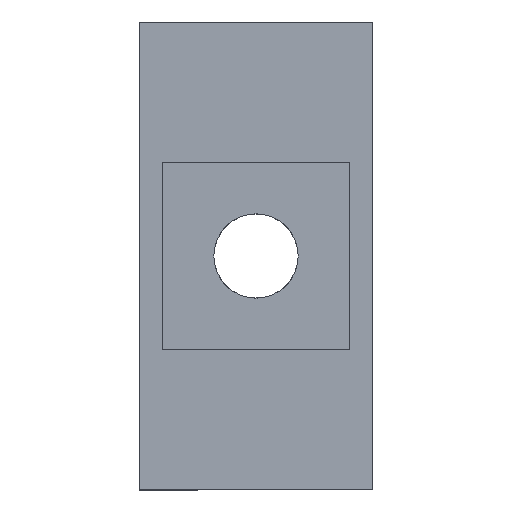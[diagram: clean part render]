
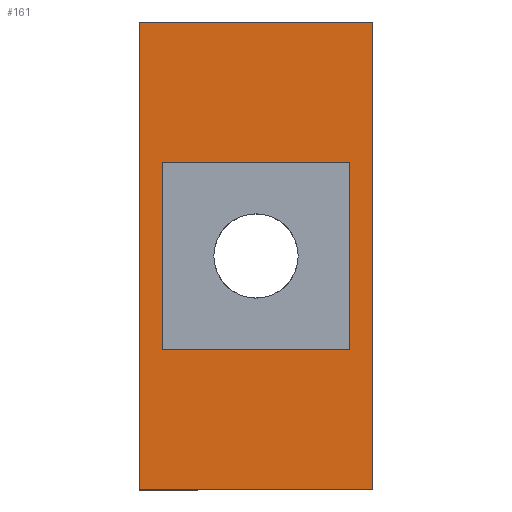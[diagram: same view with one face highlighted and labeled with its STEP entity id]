
A CAD part, top view. The second image highlights one B-rep face of the part: STEP entity #161.
In plain terms, the highlighted planar face has unit normal (0, 0, 1).
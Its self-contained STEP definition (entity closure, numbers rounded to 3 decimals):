
#7 = CARTESIAN_POINT ( 'NONE',  ( -30., -30., 0. ) ) ;
#35 = EDGE_CURVE ( 'NONE', #600, #300, #633, .T. ) ;
#38 = ORIENTED_EDGE ( 'NONE', *, *, #312, .F. ) ;
#47 = VERTEX_POINT ( 'NONE', #324 ) ;
#73 = ORIENTED_EDGE ( 'NONE', *, *, #238, .T. ) ;
#74 = LINE ( 'NONE', #81, #211 ) ;
#79 = VECTOR ( 'NONE', #168, 1000. ) ;
#81 = CARTESIAN_POINT ( 'NONE',  ( 37.5, -75., 0. ) ) ;
#119 = VECTOR ( 'NONE', #272, 1000. ) ;
#121 = VECTOR ( 'NONE', #342, 1000. ) ;
#129 = ORIENTED_EDGE ( 'NONE', *, *, #170, .F. ) ;
#130 = CARTESIAN_POINT ( 'NONE',  ( -37.5, 75., 0. ) ) ;
#156 = CARTESIAN_POINT ( 'NONE',  ( -30., -30., 0. ) ) ;
#161 = ADVANCED_FACE ( 'NONE', ( #364, #313 ), #308, .T. ) ;
#168 = DIRECTION ( 'NONE',  ( 1., 0., 0. ) ) ;
#170 = EDGE_CURVE ( 'NONE', #534, #275, #371, .T. ) ;
#187 = VERTEX_POINT ( 'NONE', #7 ) ;
#197 = CARTESIAN_POINT ( 'NONE',  ( 30., 30., 0. ) ) ;
#208 = CARTESIAN_POINT ( 'NONE',  ( -37.5, 75., 0. ) ) ;
#210 = DIRECTION ( 'NONE',  ( 0., -1., 0. ) ) ;
#211 = VECTOR ( 'NONE', #591, 1000. ) ;
#218 = DIRECTION ( 'NONE',  ( 1., 0., 0. ) ) ;
#220 = CARTESIAN_POINT ( 'NONE',  ( 0., 0., 0. ) ) ;
#222 = CARTESIAN_POINT ( 'NONE',  ( -37.5, -75., 0. ) ) ;
#235 = ORIENTED_EDGE ( 'NONE', *, *, #310, .F. ) ;
#238 = EDGE_CURVE ( 'NONE', #47, #336, #606, .T. ) ;
#272 = DIRECTION ( 'NONE',  ( -1., 0., 0. ) ) ;
#275 = VERTEX_POINT ( 'NONE', #559 ) ;
#278 = VERTEX_POINT ( 'NONE', #299 ) ;
#289 = AXIS2_PLACEMENT_3D ( 'NONE', #220, #527, #218 ) ;
#292 = VECTOR ( 'NONE', #460, 1000. ) ;
#299 = CARTESIAN_POINT ( 'NONE',  ( 30., -30., 0. ) ) ;
#300 = VERTEX_POINT ( 'NONE', #569 ) ;
#308 = PLANE ( 'NONE',  #289 ) ;
#310 = EDGE_CURVE ( 'NONE', #278, #534, #388, .T. ) ;
#312 = EDGE_CURVE ( 'NONE', #275, #187, #446, .T. ) ;
#313 = FACE_OUTER_BOUND ( 'NONE', #441, .T. ) ;
#324 = CARTESIAN_POINT ( 'NONE',  ( 37.5, 75., 0. ) ) ;
#326 = EDGE_CURVE ( 'NONE', #300, #47, #74, .T. ) ;
#334 = ORIENTED_EDGE ( 'NONE', *, *, #326, .T. ) ;
#336 = VERTEX_POINT ( 'NONE', #130 ) ;
#342 = DIRECTION ( 'NONE',  ( 0., 1., 0. ) ) ;
#364 = FACE_BOUND ( 'NONE', #631, .T. ) ;
#370 = VECTOR ( 'NONE', #210, 1000. ) ;
#371 = LINE ( 'NONE', #479, #119 ) ;
#388 = LINE ( 'NONE', #440, #121 ) ;
#412 = CARTESIAN_POINT ( 'NONE',  ( -37.5, -75., 0. ) ) ;
#423 = ORIENTED_EDGE ( 'NONE', *, *, #35, .T. ) ;
#428 = ORIENTED_EDGE ( 'NONE', *, *, #452, .T. ) ;
#436 = ORIENTED_EDGE ( 'NONE', *, *, #481, .F. ) ;
#440 = CARTESIAN_POINT ( 'NONE',  ( 30., -30., 0. ) ) ;
#441 = EDGE_LOOP ( 'NONE', ( #423, #334, #73, #428 ) ) ;
#446 = LINE ( 'NONE', #548, #500 ) ;
#452 = EDGE_CURVE ( 'NONE', #336, #600, #462, .T. ) ;
#460 = DIRECTION ( 'NONE',  ( -1., 0., 0. ) ) ;
#462 = LINE ( 'NONE', #412, #370 ) ;
#479 = CARTESIAN_POINT ( 'NONE',  ( -30., 30., 0. ) ) ;
#481 = EDGE_CURVE ( 'NONE', #187, #278, #570, .T. ) ;
#493 = VECTOR ( 'NONE', #601, 1000. ) ;
#500 = VECTOR ( 'NONE', #654, 1000. ) ;
#527 = DIRECTION ( 'NONE',  ( 0., 0., 1. ) ) ;
#534 = VERTEX_POINT ( 'NONE', #197 ) ;
#548 = CARTESIAN_POINT ( 'NONE',  ( -30., -30., 0. ) ) ;
#559 = CARTESIAN_POINT ( 'NONE',  ( -30., 30., 0. ) ) ;
#569 = CARTESIAN_POINT ( 'NONE',  ( 37.5, -75., 0. ) ) ;
#570 = LINE ( 'NONE', #156, #493 ) ;
#591 = DIRECTION ( 'NONE',  ( 0., 1., 0. ) ) ;
#600 = VERTEX_POINT ( 'NONE', #624 ) ;
#601 = DIRECTION ( 'NONE',  ( 1., 0., 0. ) ) ;
#606 = LINE ( 'NONE', #208, #292 ) ;
#624 = CARTESIAN_POINT ( 'NONE',  ( -37.5, -75., 0. ) ) ;
#631 = EDGE_LOOP ( 'NONE', ( #129, #235, #436, #38 ) ) ;
#633 = LINE ( 'NONE', #222, #79 ) ;
#654 = DIRECTION ( 'NONE',  ( 0., -1., 0. ) ) ;
